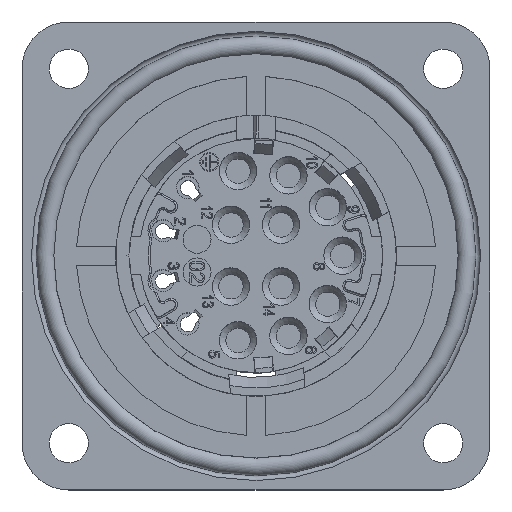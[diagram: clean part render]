
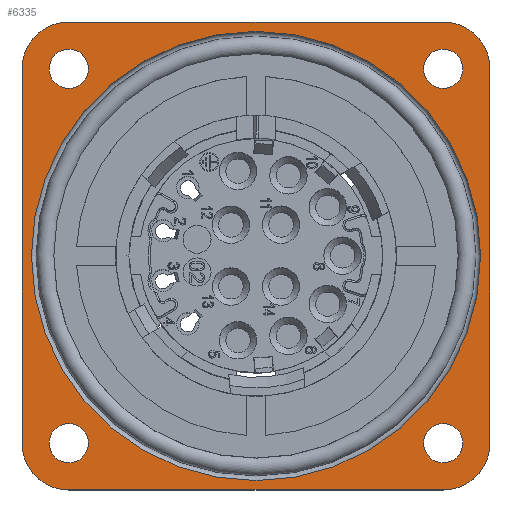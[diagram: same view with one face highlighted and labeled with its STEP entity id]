
A CAD part, top view. The second image highlights one B-rep face of the part: STEP entity #6335.
In plain terms, the highlighted planar face has unit normal (0, 0, 1).
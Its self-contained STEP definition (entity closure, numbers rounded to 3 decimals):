
#5288=FACE_BOUND('',#8442,.T.);
#5289=FACE_BOUND('',#8443,.T.);
#5290=FACE_BOUND('',#8444,.T.);
#5291=FACE_BOUND('',#8445,.T.);
#5292=FACE_BOUND('',#8446,.T.);
#5293=FACE_BOUND('',#8447,.T.);
#5724=PLANE('',#22675);
#6335=ADVANCED_FACE('',(#5288,#5289,#5290,#5291,#5292,#5293),#5724,.T.);
#8442=EDGE_LOOP('',(#10886));
#8443=EDGE_LOOP('',(#10887));
#8444=EDGE_LOOP('',(#10888));
#8445=EDGE_LOOP('',(#10889));
#8446=EDGE_LOOP('',(#10890));
#8447=EDGE_LOOP('',(#10891,#10892,#10893,#10894,#10895,#10896,#10897,#10898));
#9656=CIRCLE('',#22647,24.);
#9658=CIRCLE('',#22650,2.1);
#9660=CIRCLE('',#22653,2.1);
#9662=CIRCLE('',#22656,2.1);
#9664=CIRCLE('',#22659,2.1);
#9665=CIRCLE('',#22662,5.);
#9667=CIRCLE('',#22666,5.);
#9669=CIRCLE('',#22670,5.);
#9671=CIRCLE('',#22674,5.);
#10886=ORIENTED_EDGE('',*,*,#17551,.F.);
#10887=ORIENTED_EDGE('',*,*,#17553,.T.);
#10888=ORIENTED_EDGE('',*,*,#17555,.T.);
#10889=ORIENTED_EDGE('',*,*,#17557,.T.);
#10890=ORIENTED_EDGE('',*,*,#17559,.T.);
#10891=ORIENTED_EDGE('',*,*,#17579,.T.);
#10892=ORIENTED_EDGE('',*,*,#17582,.T.);
#10893=ORIENTED_EDGE('',*,*,#17560,.T.);
#10894=ORIENTED_EDGE('',*,*,#17564,.T.);
#10895=ORIENTED_EDGE('',*,*,#17567,.T.);
#10896=ORIENTED_EDGE('',*,*,#17570,.T.);
#10897=ORIENTED_EDGE('',*,*,#17573,.T.);
#10898=ORIENTED_EDGE('',*,*,#17576,.T.);
#15679=VERTEX_POINT('',#29310);
#15681=VERTEX_POINT('',#29315);
#15683=VERTEX_POINT('',#29320);
#15685=VERTEX_POINT('',#29325);
#15687=VERTEX_POINT('',#29330);
#15688=VERTEX_POINT('',#29333);
#15689=VERTEX_POINT('',#29334);
#15692=VERTEX_POINT('',#29342);
#15694=VERTEX_POINT('',#29348);
#15696=VERTEX_POINT('',#29354);
#15698=VERTEX_POINT('',#29360);
#15700=VERTEX_POINT('',#29366);
#15702=VERTEX_POINT('',#29372);
#17551=EDGE_CURVE('',#15679,#15679,#9656,.T.);
#17553=EDGE_CURVE('',#15681,#15681,#9658,.T.);
#17555=EDGE_CURVE('',#15683,#15683,#9660,.T.);
#17557=EDGE_CURVE('',#15685,#15685,#9662,.T.);
#17559=EDGE_CURVE('',#15687,#15687,#9664,.T.);
#17560=EDGE_CURVE('',#15688,#15689,#19975,.T.);
#17564=EDGE_CURVE('',#15689,#15692,#9665,.T.);
#17567=EDGE_CURVE('',#15692,#15694,#19980,.T.);
#17570=EDGE_CURVE('',#15694,#15696,#9667,.T.);
#17573=EDGE_CURVE('',#15696,#15698,#19984,.T.);
#17576=EDGE_CURVE('',#15698,#15700,#9669,.T.);
#17579=EDGE_CURVE('',#15700,#15702,#19988,.T.);
#17582=EDGE_CURVE('',#15702,#15688,#9671,.T.);
#19975=LINE('',#29332,#21235);
#19980=LINE('',#29347,#21240);
#19984=LINE('',#29359,#21244);
#19988=LINE('',#29371,#21248);
#21235=VECTOR('',#24709,1.);
#21240=VECTOR('',#24722,1.);
#21244=VECTOR('',#24734,1.);
#21248=VECTOR('',#24746,1.);
#22647=AXIS2_PLACEMENT_3D('',#29309,#24681,#24682);
#22650=AXIS2_PLACEMENT_3D('',#29314,#24687,#24688);
#22653=AXIS2_PLACEMENT_3D('',#29319,#24693,#24694);
#22656=AXIS2_PLACEMENT_3D('',#29324,#24699,#24700);
#22659=AXIS2_PLACEMENT_3D('',#29329,#24705,#24706);
#22662=AXIS2_PLACEMENT_3D('',#29341,#24715,#24716);
#22666=AXIS2_PLACEMENT_3D('',#29353,#24727,#24728);
#22670=AXIS2_PLACEMENT_3D('',#29365,#24739,#24740);
#22674=AXIS2_PLACEMENT_3D('',#29377,#24751,#24752);
#22675=AXIS2_PLACEMENT_3D('',#29378,#24753,#24754);
#24681=DIRECTION('',(0.,0.,1.));
#24682=DIRECTION('',(0.,1.,0.));
#24687=DIRECTION('',(0.,0.,-1.));
#24688=DIRECTION('',(1.,0.,0.));
#24693=DIRECTION('',(0.,0.,-1.));
#24694=DIRECTION('',(1.,0.,0.));
#24699=DIRECTION('',(0.,0.,-1.));
#24700=DIRECTION('',(1.,0.,0.));
#24705=DIRECTION('',(0.,0.,-1.));
#24706=DIRECTION('',(1.,0.,0.));
#24709=DIRECTION('',(1.,0.,0.));
#24715=DIRECTION('',(0.,0.,1.));
#24716=DIRECTION('',(0.,-1.,0.));
#24722=DIRECTION('',(0.,1.,0.));
#24727=DIRECTION('',(0.,0.,1.));
#24728=DIRECTION('',(1.,0.,0.));
#24734=DIRECTION('',(-1.,0.,0.));
#24739=DIRECTION('',(0.,0.,1.));
#24740=DIRECTION('',(0.,1.,0.));
#24746=DIRECTION('',(0.,-1.,0.));
#24751=DIRECTION('',(0.,0.,1.));
#24752=DIRECTION('',(-1.,0.,0.));
#24753=DIRECTION('',(0.,0.,1.));
#24754=DIRECTION('',(1.,0.,0.));
#29309=CARTESIAN_POINT('',(0.,0.,17.5));
#29310=CARTESIAN_POINT('',(0.,24.,17.5));
#29314=CARTESIAN_POINT('',(-20.,-20.,17.5));
#29315=CARTESIAN_POINT('',(-17.9,-20.,17.5));
#29319=CARTESIAN_POINT('',(20.,-20.,17.5));
#29320=CARTESIAN_POINT('',(22.1,-20.,17.5));
#29324=CARTESIAN_POINT('',(20.,20.,17.5));
#29325=CARTESIAN_POINT('',(22.1,20.,17.5));
#29329=CARTESIAN_POINT('',(-20.,20.,17.5));
#29330=CARTESIAN_POINT('',(-17.9,20.,17.5));
#29332=CARTESIAN_POINT('',(-20.,-25.,17.5));
#29333=CARTESIAN_POINT('',(-20.,-25.,17.5));
#29334=CARTESIAN_POINT('',(20.,-25.,17.5));
#29341=CARTESIAN_POINT('',(20.,-20.,17.5));
#29342=CARTESIAN_POINT('',(25.,-20.,17.5));
#29347=CARTESIAN_POINT('',(25.,-20.,17.5));
#29348=CARTESIAN_POINT('',(25.,20.,17.5));
#29353=CARTESIAN_POINT('',(20.,20.,17.5));
#29354=CARTESIAN_POINT('',(20.,25.,17.5));
#29359=CARTESIAN_POINT('',(20.,25.,17.5));
#29360=CARTESIAN_POINT('',(-20.,25.,17.5));
#29365=CARTESIAN_POINT('',(-20.,20.,17.5));
#29366=CARTESIAN_POINT('',(-25.,20.,17.5));
#29371=CARTESIAN_POINT('',(-25.,20.,17.5));
#29372=CARTESIAN_POINT('',(-25.,-20.,17.5));
#29377=CARTESIAN_POINT('',(-20.,-20.,17.5));
#29378=CARTESIAN_POINT('',(-27.6,-27.6,17.5));
